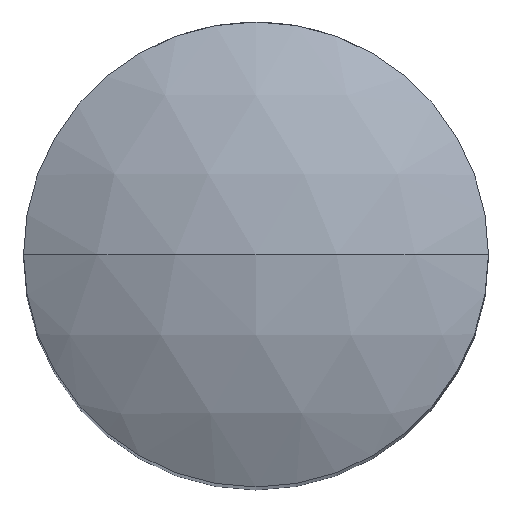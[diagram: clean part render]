
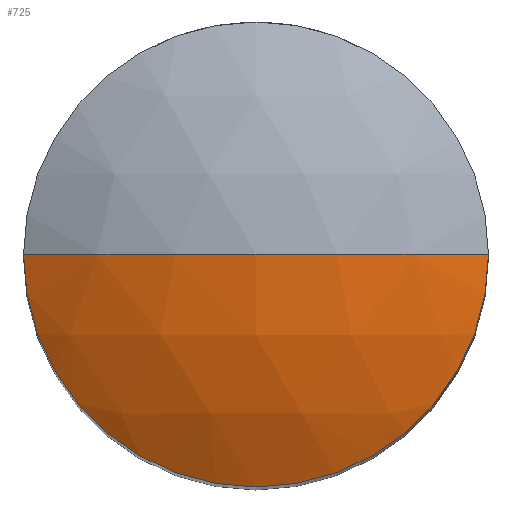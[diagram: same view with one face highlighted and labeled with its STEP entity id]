
A CAD part, top view. The second image highlights one B-rep face of the part: STEP entity #725.
In plain terms, the highlighted spherical face has radius 6 mm.
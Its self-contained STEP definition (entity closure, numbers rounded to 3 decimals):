
#13 = AXIS2_PLACEMENT_3D ( 'NONE', #803, #429, #867 ) ;
#26 = AXIS2_PLACEMENT_3D ( 'NONE', #848, #491, #56 ) ;
#33 = DIRECTION ( 'NONE',  ( 0., -1., 0. ) ) ;
#56 = DIRECTION ( 'NONE',  ( -1., 0., 0. ) ) ;
#73 = CIRCLE ( 'NONE', #13, 6. ) ;
#102 = DIRECTION ( 'NONE',  ( 1., 0., 0. ) ) ;
#105 = DIRECTION ( 'NONE',  ( 0., -1., 0. ) ) ;
#115 = AXIS2_PLACEMENT_3D ( 'NONE', #119, #105, #102 ) ;
#116 = VERTEX_POINT ( 'NONE', #827 ) ;
#119 = CARTESIAN_POINT ( 'NONE',  ( 0., 0., 6.5 ) ) ;
#126 = CIRCLE ( 'NONE', #115, 6. ) ;
#206 = EDGE_CURVE ( 'NONE', #655, #512, #126, .T. ) ;
#227 = CARTESIAN_POINT ( 'NONE',  ( -3., 0., 11.696 ) ) ;
#344 = AXIS2_PLACEMENT_3D ( 'NONE', #664, #33, #724 ) ;
#347 = EDGE_CURVE ( 'NONE', #116, #512, #560, .T. ) ;
#384 = CARTESIAN_POINT ( 'NONE',  ( 0., 0., 12.5 ) ) ;
#395 = EDGE_CURVE ( 'NONE', #655, #116, #73, .T. ) ;
#429 = DIRECTION ( 'NONE',  ( 0., 1., 0. ) ) ;
#454 = ORIENTED_EDGE ( 'NONE', *, *, #347, .F. ) ;
#491 = DIRECTION ( 'NONE',  ( 0., 0., -1. ) ) ;
#508 = FACE_OUTER_BOUND ( 'NONE', #825, .T. ) ;
#512 = VERTEX_POINT ( 'NONE', #227 ) ;
#548 = ORIENTED_EDGE ( 'NONE', *, *, #395, .F. ) ;
#560 = CIRCLE ( 'NONE', #26, 3. ) ;
#579 = ORIENTED_EDGE ( 'NONE', *, *, #206, .T. ) ;
#655 = VERTEX_POINT ( 'NONE', #384 ) ;
#664 = CARTESIAN_POINT ( 'NONE',  ( 0., 0., 6.5 ) ) ;
#668 = SPHERICAL_SURFACE ( 'NONE', #344, 6. ) ;
#724 = DIRECTION ( 'NONE',  ( 1., 0., 0. ) ) ;
#725 = ADVANCED_FACE ( 'NONE', ( #508 ), #668, .T. ) ;
#803 = CARTESIAN_POINT ( 'NONE',  ( 0., 0., 6.5 ) ) ;
#825 = EDGE_LOOP ( 'NONE', ( #548, #579, #454 ) ) ;
#827 = CARTESIAN_POINT ( 'NONE',  ( 3., 0., 11.696 ) ) ;
#848 = CARTESIAN_POINT ( 'NONE',  ( 0., 0., 11.696 ) ) ;
#867 = DIRECTION ( 'NONE',  ( 0., 0., 1. ) ) ;
